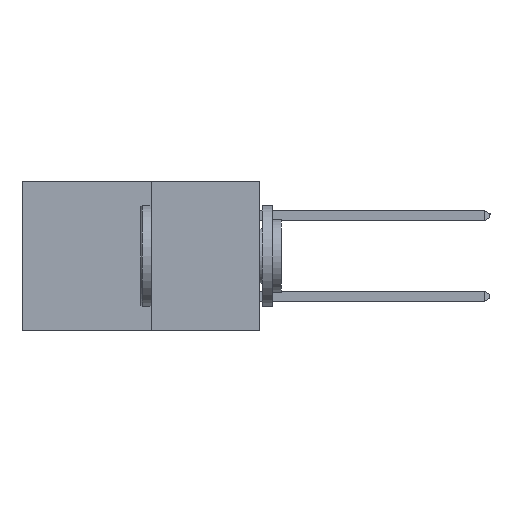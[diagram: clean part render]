
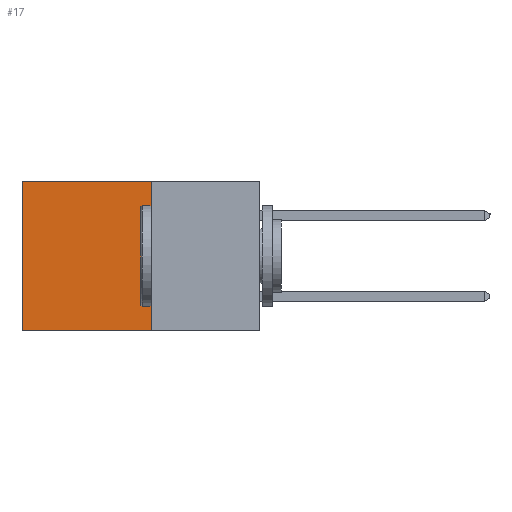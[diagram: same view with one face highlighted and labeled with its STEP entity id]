
A CAD part, left-side view. The second image highlights one B-rep face of the part: STEP entity #17.
In plain terms, the highlighted planar face has unit normal (-1, 0, 0).
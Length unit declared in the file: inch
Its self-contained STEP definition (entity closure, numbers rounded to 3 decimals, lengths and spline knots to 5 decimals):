
#17 = ADVANCED_FACE ( 'NONE', ( #8268 ), #2488, .F. ) ;
#553 = VERTEX_POINT ( 'NONE', #7758 ) ;
#559 = CARTESIAN_POINT ( 'NONE',  ( 0.277, 0.59, 0. ) ) ;
#936 = CARTESIAN_POINT ( 'NONE',  ( 0.277, 0.27, -0.37 ) ) ;
#988 = DIRECTION ( 'NONE',  ( 0., 1., 0. ) ) ;
#1058 = CARTESIAN_POINT ( 'NONE',  ( 0.277, 0.27, 0. ) ) ;
#1470 = CARTESIAN_POINT ( 'NONE',  ( 0.277, 0.59, -0.37 ) ) ;
#1955 = DIRECTION ( 'NONE',  ( 0., 0., -1. ) ) ;
#2007 = DIRECTION ( 'NONE',  ( 1., 0., 0. ) ) ;
#2323 = AXIS2_PLACEMENT_3D ( 'NONE', #6046, #2007, #1955 ) ;
#2488 = PLANE ( 'NONE',  #2323 ) ;
#3648 = VECTOR ( 'NONE', #4998, 39.37008 ) ;
#3918 = VERTEX_POINT ( 'NONE', #559 ) ;
#4115 = EDGE_CURVE ( 'NONE', #3918, #8013, #7940, .T. ) ;
#4743 = EDGE_CURVE ( 'NONE', #10120, #3918, #8284, .T. ) ;
#4998 = DIRECTION ( 'NONE',  ( 0., 0., -1. ) ) ;
#5347 = CARTESIAN_POINT ( 'NONE',  ( 0.277, 0.59, -0.37 ) ) ;
#6046 = CARTESIAN_POINT ( 'NONE',  ( 0.277, 0.27, -0.37 ) ) ;
#6203 = VECTOR ( 'NONE', #9634, 39.37008 ) ;
#6326 = LINE ( 'NONE', #10400, #10202 ) ;
#6350 = VECTOR ( 'NONE', #988, 39.37008 ) ;
#6420 = EDGE_LOOP ( 'NONE', ( #6789, #6800, #6940, #6981 ) ) ;
#6459 = CARTESIAN_POINT ( 'NONE',  ( 0.277, 0.27, 0. ) ) ;
#6789 = ORIENTED_EDGE ( 'NONE', *, *, #4115, .T. ) ;
#6800 = ORIENTED_EDGE ( 'NONE', *, *, #8131, .F. ) ;
#6940 = ORIENTED_EDGE ( 'NONE', *, *, #9676, .F. ) ;
#6981 = ORIENTED_EDGE ( 'NONE', *, *, #4743, .T. ) ;
#7758 = CARTESIAN_POINT ( 'NONE',  ( 0.277, 0.27, -0.37 ) ) ;
#7940 = LINE ( 'NONE', #5347, #3648 ) ;
#8013 = VERTEX_POINT ( 'NONE', #1470 ) ;
#8093 = DIRECTION ( 'NONE',  ( 0., 0., -1. ) ) ;
#8131 = EDGE_CURVE ( 'NONE', #553, #8013, #10454, .T. ) ;
#8268 = FACE_OUTER_BOUND ( 'NONE', #6420, .T. ) ;
#8284 = LINE ( 'NONE', #6459, #6203 ) ;
#9634 = DIRECTION ( 'NONE',  ( 0., 1., 0. ) ) ;
#9676 = EDGE_CURVE ( 'NONE', #10120, #553, #6326, .T. ) ;
#10120 = VERTEX_POINT ( 'NONE', #1058 ) ;
#10202 = VECTOR ( 'NONE', #8093, 39.37008 ) ;
#10400 = CARTESIAN_POINT ( 'NONE',  ( 0.277, 0.27, -0.37 ) ) ;
#10454 = LINE ( 'NONE', #936, #6350 ) ;
